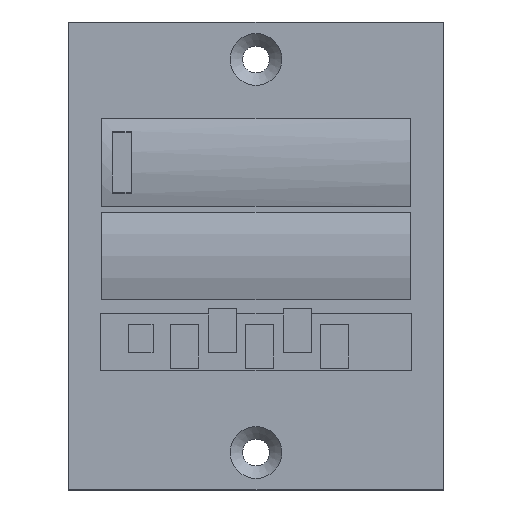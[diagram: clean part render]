
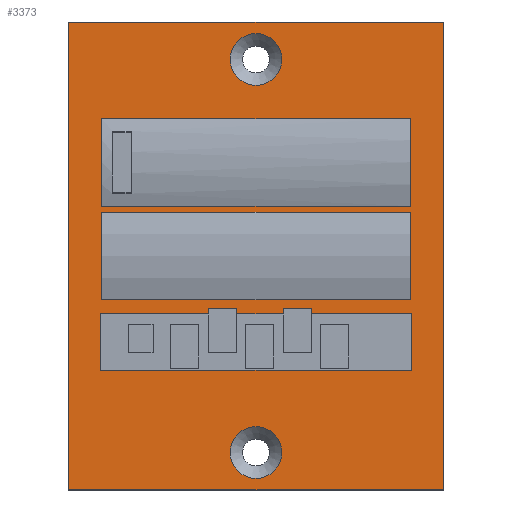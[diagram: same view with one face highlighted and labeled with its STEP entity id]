
A CAD part, top view. The second image highlights one B-rep face of the part: STEP entity #3373.
In plain terms, the highlighted planar face has unit normal (0, 0, 1).
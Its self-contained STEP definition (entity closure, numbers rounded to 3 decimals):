
#46=LINE('',#4377,#329);
#50=LINE('',#4385,#333);
#53=LINE('',#4391,#336);
#55=LINE('',#4394,#338);
#56=LINE('',#4400,#339);
#57=LINE('',#4403,#340);
#58=LINE('',#4405,#341);
#59=LINE('',#4407,#342);
#60=LINE('',#4408,#343);
#61=LINE('',#4411,#344);
#62=LINE('',#4413,#345);
#63=LINE('',#4415,#346);
#64=LINE('',#4416,#347);
#65=LINE('',#4419,#348);
#66=LINE('',#4421,#349);
#67=LINE('',#4423,#350);
#329=VECTOR('',#3724,1000.);
#333=VECTOR('',#3730,1000.);
#336=VECTOR('',#3735,1000.);
#338=VECTOR('',#3739,1000.);
#339=VECTOR('',#3746,1000.);
#340=VECTOR('',#3747,1000.);
#341=VECTOR('',#3748,1000.);
#342=VECTOR('',#3749,1000.);
#343=VECTOR('',#3750,1000.);
#344=VECTOR('',#3751,1000.);
#345=VECTOR('',#3752,1000.);
#346=VECTOR('',#3753,1000.);
#347=VECTOR('',#3754,1000.);
#348=VECTOR('',#3755,1000.);
#349=VECTOR('',#3756,1000.);
#350=VECTOR('',#3757,1000.);
#632=ORIENTED_EDGE('',*,*,#1276,.T.);
#633=ORIENTED_EDGE('',*,*,#1277,.T.);
#634=ORIENTED_EDGE('',*,*,#1278,.F.);
#635=ORIENTED_EDGE('',*,*,#1279,.T.);
#636=ORIENTED_EDGE('',*,*,#1280,.T.);
#637=ORIENTED_EDGE('',*,*,#1281,.F.);
#638=ORIENTED_EDGE('',*,*,#1282,.F.);
#639=ORIENTED_EDGE('',*,*,#1283,.T.);
#640=ORIENTED_EDGE('',*,*,#1284,.T.);
#641=ORIENTED_EDGE('',*,*,#1285,.F.);
#642=ORIENTED_EDGE('',*,*,#1286,.F.);
#643=ORIENTED_EDGE('',*,*,#1287,.T.);
#644=ORIENTED_EDGE('',*,*,#1288,.T.);
#645=ORIENTED_EDGE('',*,*,#1289,.F.);
#646=ORIENTED_EDGE('',*,*,#1266,.T.);
#647=ORIENTED_EDGE('',*,*,#1270,.T.);
#648=ORIENTED_EDGE('',*,*,#1273,.T.);
#649=ORIENTED_EDGE('',*,*,#1275,.T.);
#1266=EDGE_CURVE('',#1591,#1590,#46,.T.);
#1270=EDGE_CURVE('',#1590,#1593,#50,.T.);
#1273=EDGE_CURVE('',#1593,#1595,#53,.T.);
#1275=EDGE_CURVE('',#1595,#1591,#55,.T.);
#1276=EDGE_CURVE('',#1596,#1596,#1813,.T.);
#1277=EDGE_CURVE('',#1597,#1597,#1814,.T.);
#1278=EDGE_CURVE('',#1598,#1599,#56,.T.);
#1279=EDGE_CURVE('',#1598,#1600,#57,.T.);
#1280=EDGE_CURVE('',#1600,#1601,#58,.T.);
#1281=EDGE_CURVE('',#1599,#1601,#59,.T.);
#1282=EDGE_CURVE('',#1602,#1603,#60,.T.);
#1283=EDGE_CURVE('',#1602,#1604,#61,.T.);
#1284=EDGE_CURVE('',#1604,#1605,#62,.T.);
#1285=EDGE_CURVE('',#1603,#1605,#63,.T.);
#1286=EDGE_CURVE('',#1606,#1607,#64,.T.);
#1287=EDGE_CURVE('',#1606,#1608,#65,.T.);
#1288=EDGE_CURVE('',#1608,#1609,#66,.T.);
#1289=EDGE_CURVE('',#1607,#1609,#67,.T.);
#1590=VERTEX_POINT('',#4376);
#1591=VERTEX_POINT('',#4378);
#1593=VERTEX_POINT('',#4384);
#1595=VERTEX_POINT('',#4390);
#1596=VERTEX_POINT('',#4397);
#1597=VERTEX_POINT('',#4399);
#1598=VERTEX_POINT('',#4401);
#1599=VERTEX_POINT('',#4402);
#1600=VERTEX_POINT('',#4404);
#1601=VERTEX_POINT('',#4406);
#1602=VERTEX_POINT('',#4409);
#1603=VERTEX_POINT('',#4410);
#1604=VERTEX_POINT('',#4412);
#1605=VERTEX_POINT('',#4414);
#1606=VERTEX_POINT('',#4417);
#1607=VERTEX_POINT('',#4418);
#1608=VERTEX_POINT('',#4420);
#1609=VERTEX_POINT('',#4422);
#1813=CIRCLE('',#3529,4.15);
#1814=CIRCLE('',#3530,4.15);
#1858=EDGE_LOOP('',(#632));
#1859=EDGE_LOOP('',(#633));
#1860=EDGE_LOOP('',(#634,#635,#636,#637));
#1861=EDGE_LOOP('',(#638,#639,#640,#641));
#1862=EDGE_LOOP('',(#642,#643,#644,#645));
#1863=EDGE_LOOP('',(#646,#647,#648,#649));
#2051=FACE_BOUND('',#1858,.T.);
#2052=FACE_BOUND('',#1859,.T.);
#2053=FACE_BOUND('',#1860,.T.);
#2054=FACE_BOUND('',#1861,.T.);
#2055=FACE_BOUND('',#1862,.T.);
#2056=FACE_BOUND('',#1863,.T.);
#2241=PLANE('',#3528);
#3373=ADVANCED_FACE('',(#2051,#2052,#2053,#2054,#2055,#2056),#2241,.T.);
#3528=AXIS2_PLACEMENT_3D('',#4395,#3740,#3741);
#3529=AXIS2_PLACEMENT_3D('',#4396,#3742,#3743);
#3530=AXIS2_PLACEMENT_3D('',#4398,#3744,#3745);
#3724=DIRECTION('',(-1.,0.,0.));
#3730=DIRECTION('',(0.,-1.,0.));
#3735=DIRECTION('',(1.,0.,0.));
#3739=DIRECTION('',(0.,1.,0.));
#3740=DIRECTION('',(0.,0.,1.));
#3741=DIRECTION('',(1.,0.,0.));
#3742=DIRECTION('',(0.,0.,-1.));
#3743=DIRECTION('',(-1.,0.,0.));
#3744=DIRECTION('',(0.,0.,-1.));
#3745=DIRECTION('',(-1.,0.,0.));
#3746=DIRECTION('',(0.,1.,0.));
#3747=DIRECTION('',(-1.,0.,0.));
#3748=DIRECTION('',(0.,1.,0.));
#3749=DIRECTION('',(-1.,0.,0.));
#3750=DIRECTION('',(0.,1.,0.));
#3751=DIRECTION('',(-1.,0.,0.));
#3752=DIRECTION('',(0.,1.,0.));
#3753=DIRECTION('',(-1.,0.,0.));
#3754=DIRECTION('',(0.,1.,0.));
#3755=DIRECTION('',(-1.,0.,0.));
#3756=DIRECTION('',(0.,1.,0.));
#3757=DIRECTION('',(-1.,0.,0.));
#4376=CARTESIAN_POINT('',(-30.,37.5,3.));
#4377=CARTESIAN_POINT('',(30.,37.5,3.));
#4378=CARTESIAN_POINT('',(30.,37.5,3.));
#4384=CARTESIAN_POINT('',(-30.,-37.5,3.));
#4385=CARTESIAN_POINT('',(-30.,37.5,3.));
#4390=CARTESIAN_POINT('',(30.,-37.5,3.));
#4391=CARTESIAN_POINT('',(-30.,-37.5,3.));
#4394=CARTESIAN_POINT('',(30.,-37.5,3.));
#4395=CARTESIAN_POINT('',(0.,0.,3.));
#4396=CARTESIAN_POINT('',(0.,-31.5,3.));
#4397=CARTESIAN_POINT('',(-4.15,-31.5,3.));
#4398=CARTESIAN_POINT('',(0.,31.5,3.));
#4399=CARTESIAN_POINT('',(-4.15,31.5,3.));
#4400=CARTESIAN_POINT('',(24.85,-18.3,3.));
#4401=CARTESIAN_POINT('',(24.85,-18.3,3.));
#4402=CARTESIAN_POINT('',(24.85,-9.3,3.));
#4403=CARTESIAN_POINT('',(24.85,-18.3,3.));
#4404=CARTESIAN_POINT('',(-24.85,-18.3,3.));
#4405=CARTESIAN_POINT('',(-24.85,-18.3,3.));
#4406=CARTESIAN_POINT('',(-24.85,-9.3,3.));
#4407=CARTESIAN_POINT('',(24.85,-9.3,3.));
#4408=CARTESIAN_POINT('',(24.75,8.003,3.));
#4409=CARTESIAN_POINT('',(24.75,8.003,3.));
#4410=CARTESIAN_POINT('',(24.75,21.997,3.));
#4411=CARTESIAN_POINT('',(24.75,8.003,3.));
#4412=CARTESIAN_POINT('',(-24.75,8.003,3.));
#4413=CARTESIAN_POINT('',(-24.75,8.003,3.));
#4414=CARTESIAN_POINT('',(-24.75,21.997,3.));
#4415=CARTESIAN_POINT('',(24.75,21.997,3.));
#4416=CARTESIAN_POINT('',(24.75,-6.997,3.));
#4417=CARTESIAN_POINT('',(24.75,-6.997,3.));
#4418=CARTESIAN_POINT('',(24.75,6.997,3.));
#4419=CARTESIAN_POINT('',(24.75,-6.997,3.));
#4420=CARTESIAN_POINT('',(-24.75,-6.997,3.));
#4421=CARTESIAN_POINT('',(-24.75,-6.997,3.));
#4422=CARTESIAN_POINT('',(-24.75,6.997,3.));
#4423=CARTESIAN_POINT('',(24.75,6.997,3.));
